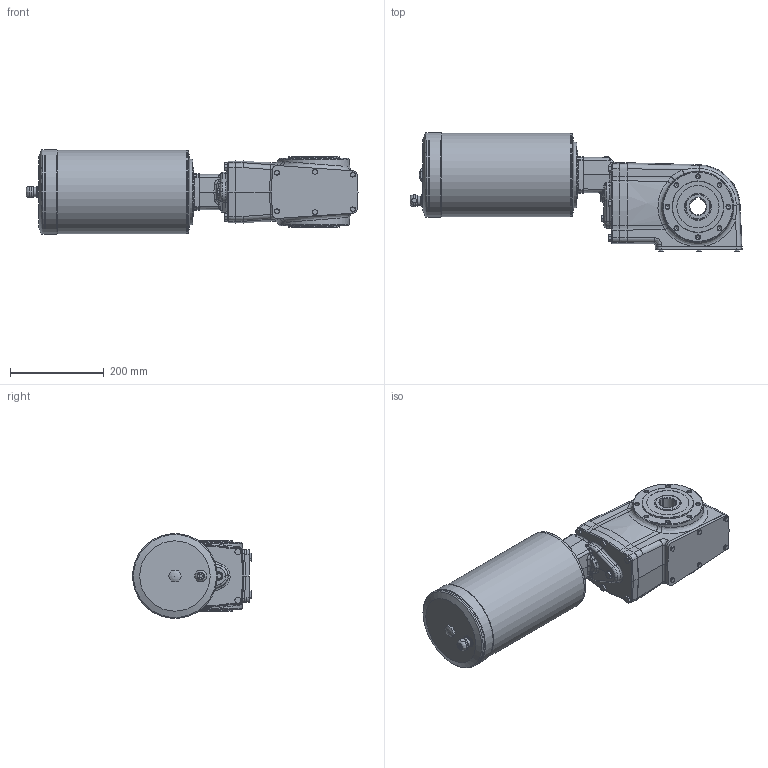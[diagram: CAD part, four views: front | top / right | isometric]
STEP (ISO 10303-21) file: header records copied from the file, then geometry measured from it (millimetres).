
FILE_DESCRIPTION( ( 'Unknown' ), '1' );
FILE_NAME( '6AD8A0F364B38A17D502E1C58BA33B3.3d.stp', 'Unknown', ( 'Unknown' ), ( 'Unknown' ), 'PSStep 10.1', 'Unknown', ' ' );
FILE_SCHEMA( ( 'AUTOMOTIVE_DESIGN { 1 0 10303 214 1 1 1 1 }' ) );
Length unit declared in the file: millimetre
Products named in the file (1): X63N
Bounding box: 708.5 x 253.7 x 181 mm (x, y, z)
Volume: 14288294.8 mm3; surface area: 511422.1 mm2
Topology: 1 solids, 9 shells, 815 faces, 1917 edges, 1181 vertices
Faces by surface type: plane 274, cylinder 187, cone 166, bspline 131, torus 46, revolution 4, extrusion 4, sphere 3
Full cylindrical faces by diameter (mm): 6.647 x8, 7 x1, 8 x4, 8.376 x32, 8.9 x6, 9 x8, 11.6 x6, 13 x4, 13.4 x1, 14 x4, 16.662 x1, 18 x1, 20 x1, 24 x1, 30 x1, 47 x1, 57.5 x2, 58 x2, 85 x1, 90 x2, 95 x2, 110 x2, 140 x1, 177.98 x1, 178 x2, 180.98 x2, 181 x3
Entity records: 45247 total; most frequent: CARTESIAN_POINT 22489, ORIENTED_EDGE 3232, DIRECTION 3103, EDGE_CURVE 1616, AXIS2_PLACEMENT_3D 1294, VERTEX_POINT 1105, EDGE_LOOP 1095, FACE_OUTER_BOUND 955
